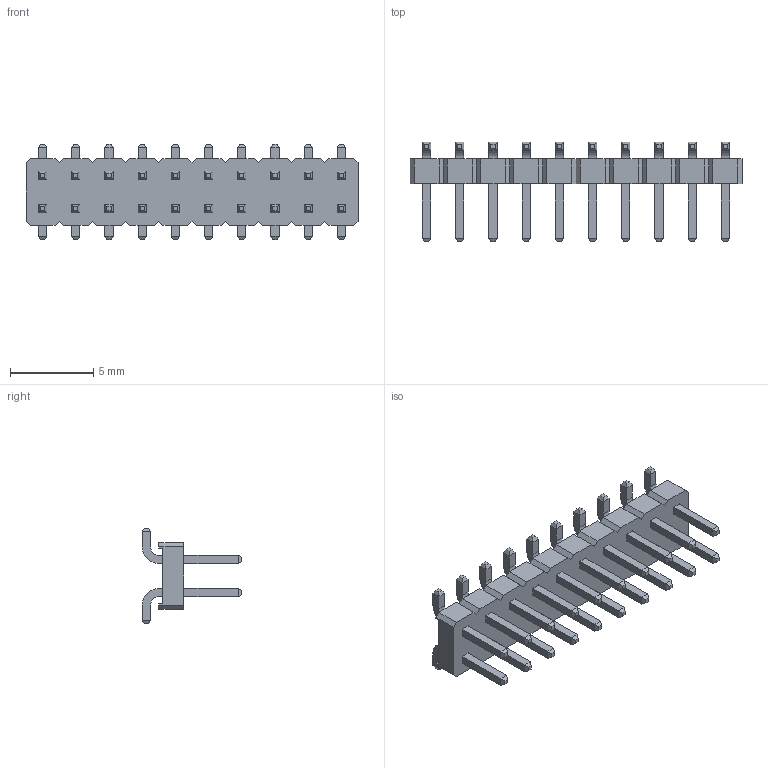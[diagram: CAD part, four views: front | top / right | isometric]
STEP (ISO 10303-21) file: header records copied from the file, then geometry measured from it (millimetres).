
FILE_DESCRIPTION((''),'2;1');
FILE_NAME('M22-532XXXX_ASM','2009-11-17T',('WBOURNE'),(''),'PRO/ENGINEER BY PARAMETRIC TECHNOLOGY CORPORATION, 2008490','PRO/ENGINEER BY PARAMETRIC TECHNOLOGY CORPORATION, 2008490','');
FILE_SCHEMA(('CONFIG_CONTROL_DESIGN'));
Length unit declared in the file: millimetre
Products named in the file (3): M22-532XXXX_MOULD; M22-532XXXX-PIN; M22-532XXXX_ASM
Assembly tree (21 placements, depth 2):
  M22-532XXXX_ASM
    M22-532XXXX_MOULD
    M22-532XXXX-PIN  x20
Bounding box: 20 x 6 x 5.75 mm (x, y, z)
Volume: 130.7 mm3; surface area: 574.8 mm2
Topology: 21 solids, 21 shells, 508 faces, 1238 edges, 772 vertices
Faces by surface type: plane 468, cylinder 40
Entity records: 5642 total; most frequent: CARTESIAN_POINT 984, ORIENTED_EDGE 956, DIRECTION 862, EDGE_CURVE 478, VECTOR 474, LINE 474, VERTEX_POINT 316, EDGE_LOOP 206
